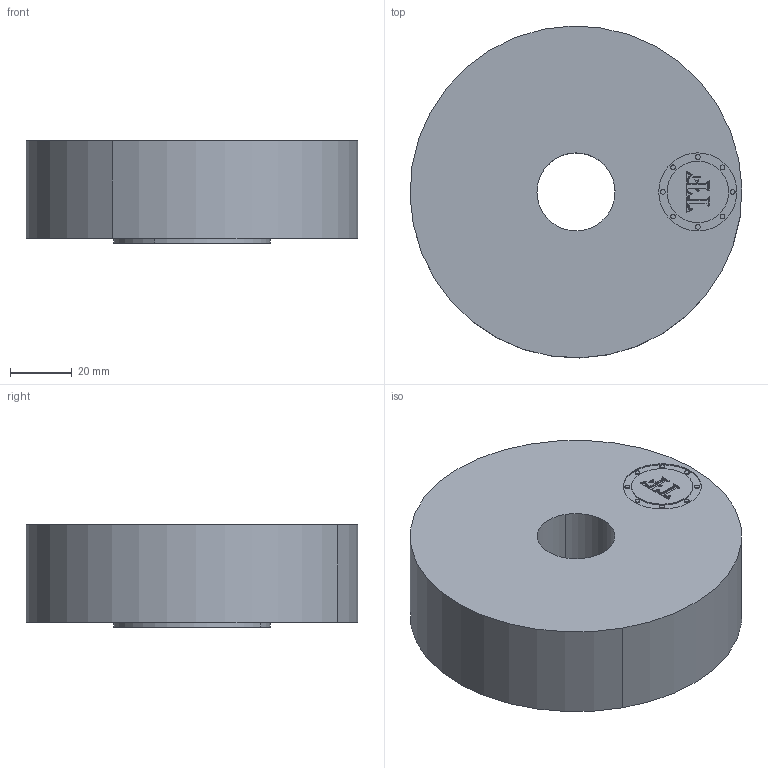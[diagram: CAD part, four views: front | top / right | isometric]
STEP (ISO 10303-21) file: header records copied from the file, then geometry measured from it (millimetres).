
FILE_DESCRIPTION(('3D STEP'),'2;1');
FILE_NAME('1-150-FB-RF-STUDOUT-FLANGE.stp','2013-11-25T01:49:28+00:00',('Texas Flange'),(''),'CATIA Version 5 Release 20 SP 6 (IN-10)','CATIA V5 STEP AP214','800-826-3801');
FILE_SCHEMA(('AUTOMOTIVE_DESIGN { 1 0 10303 214 1 1 1 1 }'));
Length unit declared in the file: inch
Products named in the file (1): 1-150-FB-RF-STUDOUT-FLANGE
Bounding box: 107.92 x 107.92 x 33.34 mm (x, y, z)
Volume: 267384.8 mm3; surface area: 34958.7 mm2
Topology: 1 solids, 1 shells, 586 faces, 1686 edges, 1116 vertices
Faces by surface type: plane 368, bspline 112, cylinder 82, cone 16, revolution 8
Entity records: 25198 total; most frequent: CARTESIAN_POINT 8780, ORIENTED_EDGE 3356, DIRECTION 1996, EDGE_CURVE 1678, VECTOR 1150, LINE 1150, VERTEX_POINT 1116, EDGE_LOOP 610
